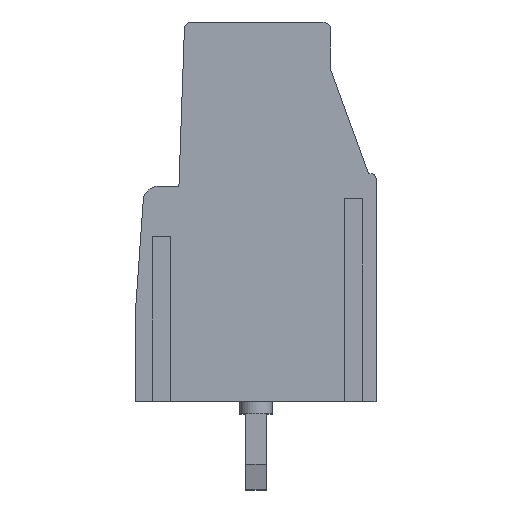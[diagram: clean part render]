
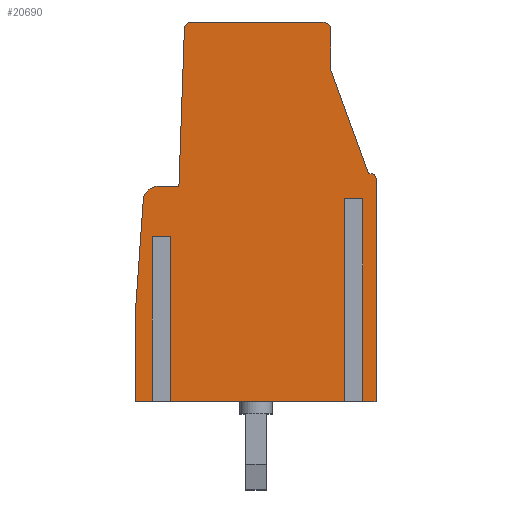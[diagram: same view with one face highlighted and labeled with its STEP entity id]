
A CAD part, top view. The second image highlights one B-rep face of the part: STEP entity #20690.
In plain terms, the highlighted face is planar.
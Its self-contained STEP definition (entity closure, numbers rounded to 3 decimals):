
#120=CARTESIAN_POINT('',(-41.874,19.77,-7.62));
#130=VERTEX_POINT('',#120);
#160=CARTESIAN_POINT('',(-41.874,0.,-7.62));
#170=DIRECTION('',(0.,1.,0.));
#180=VECTOR('',#170,1.);
#190=LINE('',#160,#180);
#200=CARTESIAN_POINT('',(-41.874,27.77,-7.62));
#210=VERTEX_POINT('',#200);
#220=EDGE_CURVE('',#130,#210,#190,.T.);
#3020=CARTESIAN_POINT('',(-33.456,19.77,-7.62));
#3030=VERTEX_POINT('',#3020);
#3060=CARTESIAN_POINT('',(0.,19.77,-7.62));
#3070=DIRECTION('',(-1.,0.,0.));
#3080=VECTOR('',#3070,1.);
#3090=LINE('',#3060,#3080);
#3100=CARTESIAN_POINT('',(-34.249,19.77,-7.62));
#3110=VERTEX_POINT('',#3100);
#3120=EDGE_CURVE('',#3030,#3110,#3090,.T.);
#3570=CARTESIAN_POINT('',(-34.663,19.77,-7.62));
#3580=VERTEX_POINT('',#3570);
#3610=EDGE_CURVE('',#3580,#130,#3090,.T.);
#4010=CARTESIAN_POINT('',(-42.288,19.77,-7.62));
#4020=VERTEX_POINT('',#4010);
#4050=CARTESIAN_POINT('',(-42.956,19.77,-7.62));
#4060=VERTEX_POINT('',#4050);
#4070=EDGE_CURVE('',#4020,#4060,#3090,.T.);
#6050=CARTESIAN_POINT('',(-34.169,0.,-7.62));
#6060=DIRECTION('',(0.035,-0.999,0.));
#6070=VECTOR('',#6060,1.);
#6080=LINE('',#6050,#6070);
#6090=CARTESIAN_POINT('',(-35.373,34.481,-7.62));
#6100=VERTEX_POINT('',#6090);
#6110=CARTESIAN_POINT('',(-35.156,28.27,-7.62));
#6120=VERTEX_POINT('',#6110);
#6130=EDGE_CURVE('',#6100,#6120,#6080,.T.);
#7370=CARTESIAN_POINT('',(-34.343,27.67,-7.62));
#7380=DIRECTION('',(0.,0.,1.));
#7390=DIRECTION('',(1.,0.,0.));
#7400=AXIS2_PLACEMENT_3D('',#7370,#7380,#7390);
#7410=CIRCLE('',#7400,0.6);
#7420=CARTESIAN_POINT('',(-33.745,27.712,-7.62));
#7430=VERTEX_POINT('',#7420);
#7440=CARTESIAN_POINT('',(-34.343,28.27,-7.62));
#7450=VERTEX_POINT('',#7440);
#7460=EDGE_CURVE('',#7430,#7450,#7410,.T.);
#8010=CARTESIAN_POINT('',(0.,34.77,-7.62));
#8020=DIRECTION('',(-1.,0.,0.));
#8030=VECTOR('',#8020,1.);
#8040=LINE('',#8010,#8030);
#8050=CARTESIAN_POINT('',(-35.673,34.77,-7.62));
#8060=VERTEX_POINT('',#8050);
#8070=CARTESIAN_POINT('',(-40.856,34.77,-7.62));
#8080=VERTEX_POINT('',#8070);
#8090=EDGE_CURVE('',#8060,#8080,#8040,.T.);
#9690=CARTESIAN_POINT('',(-42.756,28.77,-7.62));
#9700=VERTEX_POINT('',#9690);
#9730=CARTESIAN_POINT('',(0.,28.77,-7.62));
#9740=DIRECTION('',(-1.,0.,0.));
#9750=VECTOR('',#9740,1.);
#9760=LINE('',#9730,#9750);
#9770=CARTESIAN_POINT('',(-42.656,28.77,-7.62));
#9780=VERTEX_POINT('',#9770);
#9790=EDGE_CURVE('',#9780,#9700,#9760,.T.);
#15010=CARTESIAN_POINT('',(0.,28.27,-7.62));
#15020=DIRECTION('',(1.,0.,0.));
#15030=VECTOR('',#15020,1.);
#15040=LINE('',#15010,#15030);
#15050=EDGE_CURVE('',#6120,#7450,#15040,.T.);
#18760=CARTESIAN_POINT('',(-53.128,0.,-7.62));
#18770=DIRECTION('',(-0.342,-0.94,0.));
#18780=VECTOR('',#18770,1.);
#18790=LINE('',#18760,#18780);
#18800=CARTESIAN_POINT('',(-41.156,32.891,-7.62));
#18810=VERTEX_POINT('',#18800);
#18820=EDGE_CURVE('',#18810,#9780,#18790,.T.);
#19140=CARTESIAN_POINT('',(-41.156,0.,-7.62));
#19150=DIRECTION('',(0.,-1.,0.));
#19160=VECTOR('',#19150,1.);
#19170=LINE('',#19140,#19160);
#19180=CARTESIAN_POINT('',(-41.156,34.47,-7.62));
#19190=VERTEX_POINT('',#19180);
#19200=EDGE_CURVE('',#19190,#18810,#19170,.T.);
#19520=CARTESIAN_POINT('',(-35.673,34.47,-7.62));
#19530=DIRECTION('',(0.,0.,1.));
#19540=DIRECTION('',(1.,0.,0.));
#19550=AXIS2_PLACEMENT_3D('',#19520,#19530,#19540);
#19560=CIRCLE('',#19550,0.3);
#19570=EDGE_CURVE('',#6100,#8060,#19560,.T.);
#19780=CARTESIAN_POINT('',(0.,0.,-7.62));
#19790=DIRECTION('',(0.,0.,1.));
#19800=DIRECTION('',(1.,0.,0.));
#19810=AXIS2_PLACEMENT_3D('',#19780,#19790,#19800);
#19820=PLANE('',#19810);
#19830=ORIENTED_EDGE('',*,*,#19570,.F.);
#19840=ORIENTED_EDGE('',*,*,#8090,.F.);
#19850=CARTESIAN_POINT('',(-40.856,34.47,-7.62));
#19860=DIRECTION('',(0.,0.,1.));
#19870=DIRECTION('',(1.,0.,0.));
#19880=AXIS2_PLACEMENT_3D('',#19850,#19860,#19870);
#19890=CIRCLE('',#19880,0.3);
#19900=EDGE_CURVE('',#8080,#19190,#19890,.T.);
#19910=ORIENTED_EDGE('',*,*,#19900,.F.);
#19920=ORIENTED_EDGE('',*,*,#19200,.F.);
#19930=ORIENTED_EDGE('',*,*,#18820,.F.);
#19940=ORIENTED_EDGE('',*,*,#9790,.F.);
#19950=CARTESIAN_POINT('',(-42.756,28.57,-7.62));
#19960=DIRECTION('',(0.,0.,1.));
#19970=DIRECTION('',(1.,0.,0.));
#19980=AXIS2_PLACEMENT_3D('',#19950,#19960,#19970);
#19990=CIRCLE('',#19980,0.2);
#20000=CARTESIAN_POINT('',(-42.956,28.57,-7.62));
#20010=VERTEX_POINT('',#20000);
#20020=EDGE_CURVE('',#9700,#20010,#19990,.T.);
#20030=ORIENTED_EDGE('',*,*,#20020,.F.);
#20040=CARTESIAN_POINT('',(-42.956,0.,-7.62));
#20050=DIRECTION('',(0.,-1.,0.));
#20060=VECTOR('',#20050,1.);
#20070=LINE('',#20040,#20060);
#20080=EDGE_CURVE('',#20010,#4060,#20070,.T.);
#20090=ORIENTED_EDGE('',*,*,#20080,.F.);
#20100=ORIENTED_EDGE('',*,*,#4070,.T.);
#20110=CARTESIAN_POINT('',(-42.288,0.,-7.62));
#20120=DIRECTION('',(0.,-1.,0.));
#20130=VECTOR('',#20120,1.);
#20140=LINE('',#20110,#20130);
#20150=CARTESIAN_POINT('',(-42.288,27.77,-7.62));
#20160=VERTEX_POINT('',#20150);
#20170=EDGE_CURVE('',#20160,#4020,#20140,.T.);
#20180=ORIENTED_EDGE('',*,*,#20170,.T.);
#20190=CARTESIAN_POINT('',(0.,27.77,-7.62));
#20200=DIRECTION('',(-1.,0.,0.));
#20210=VECTOR('',#20200,1.);
#20220=LINE('',#20190,#20210);
#20230=EDGE_CURVE('',#210,#20160,#20220,.T.);
#20240=ORIENTED_EDGE('',*,*,#20230,.T.);
#20250=ORIENTED_EDGE('',*,*,#220,.T.);
#20260=ORIENTED_EDGE('',*,*,#3610,.T.);
#20270=CARTESIAN_POINT('',(-34.663,0.,-7.62));
#20280=DIRECTION('',(0.,1.,0.));
#20290=VECTOR('',#20280,1.);
#20300=LINE('',#20270,#20290);
#20310=CARTESIAN_POINT('',(-34.663,26.27,-7.62));
#20320=VERTEX_POINT('',#20310);
#20330=EDGE_CURVE('',#3580,#20320,#20300,.T.);
#20340=ORIENTED_EDGE('',*,*,#20330,.F.);
#20350=CARTESIAN_POINT('',(0.,26.27,-7.62));
#20360=DIRECTION('',(1.,0.,0.));
#20370=VECTOR('',#20360,1.);
#20380=LINE('',#20350,#20370);
#20390=CARTESIAN_POINT('',(-34.249,26.27,-7.62));
#20400=VERTEX_POINT('',#20390);
#20410=EDGE_CURVE('',#20320,#20400,#20380,.T.);
#20420=ORIENTED_EDGE('',*,*,#20410,.F.);
#20430=CARTESIAN_POINT('',(-34.249,0.,-7.62));
#20440=DIRECTION('',(0.,-1.,0.));
#20450=VECTOR('',#20440,1.);
#20460=LINE('',#20430,#20450);
#20470=EDGE_CURVE('',#20400,#3110,#20460,.T.);
#20480=ORIENTED_EDGE('',*,*,#20470,.F.);
#20490=ORIENTED_EDGE('',*,*,#3120,.T.);
#20500=CARTESIAN_POINT('',(-33.456,0.,-7.62));
#20510=DIRECTION('',(0.,-1.,0.));
#20520=VECTOR('',#20510,1.);
#20530=LINE('',#20500,#20520);
#20540=CARTESIAN_POINT('',(-33.456,23.59,-7.62));
#20550=VERTEX_POINT('',#20540);
#20560=EDGE_CURVE('',#20550,#3030,#20530,.T.);
#20570=ORIENTED_EDGE('',*,*,#20560,.T.);
#20580=CARTESIAN_POINT('',(-31.807,0.,-7.62));
#20590=DIRECTION('',(0.07,-0.998,0.));
#20600=VECTOR('',#20590,1.);
#20610=LINE('',#20580,#20600);
#20620=EDGE_CURVE('',#7430,#20550,#20610,.T.);
#20630=ORIENTED_EDGE('',*,*,#20620,.T.);
#20640=ORIENTED_EDGE('',*,*,#7460,.F.);
#20650=ORIENTED_EDGE('',*,*,#15050,.T.);
#20660=ORIENTED_EDGE('',*,*,#6130,.T.);
#20670=EDGE_LOOP('',(#20660,#20650,#20640,#20630,#20570,#20490,#20480,
#20420,#20340,#20260,#20250,#20240,#20180,#20100,#20090,#20030,#19940,
#19930,#19920,#19910,#19840,#19830));
#20680=FACE_OUTER_BOUND('',#20670,.T.);
#20690=ADVANCED_FACE('',(#20680),#19820,.F.);
